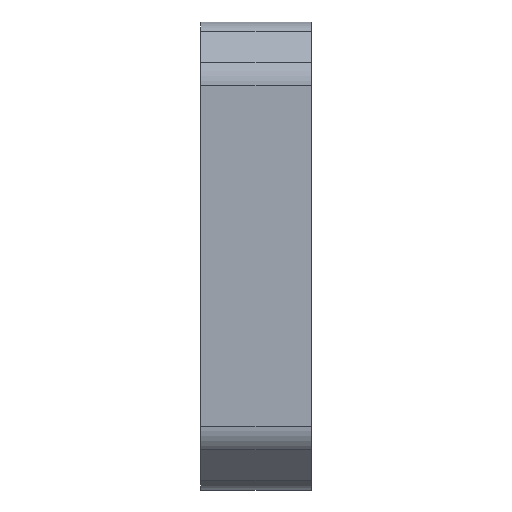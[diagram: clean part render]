
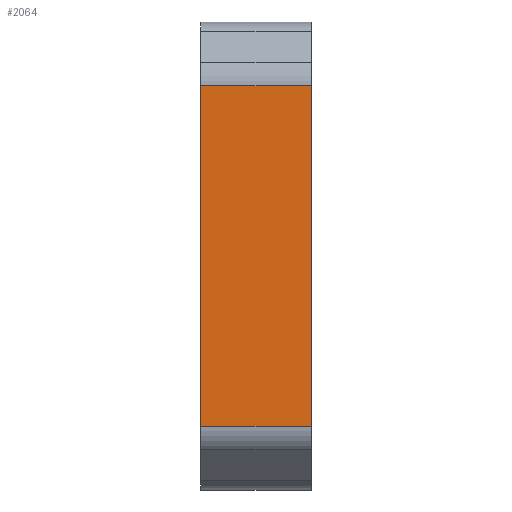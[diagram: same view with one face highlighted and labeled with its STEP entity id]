
A CAD part, left-side view. The second image highlights one B-rep face of the part: STEP entity #2064.
In plain terms, the highlighted planar face has unit normal (-1, 0, 0).
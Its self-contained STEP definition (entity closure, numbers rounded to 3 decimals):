
#78=PLANE('',#2279);
#167=FACE_OUTER_BOUND('',#315,.T.);
#315=EDGE_LOOP('',(#1610,#1611,#1612,#1613));
#456=LINE('',#3295,#622);
#512=LINE('',#3464,#678);
#513=LINE('',#3468,#679);
#514=LINE('',#3469,#680);
#622=VECTOR('',#2614,10.);
#678=VECTOR('',#2762,10.);
#679=VECTOR('',#2767,10.);
#680=VECTOR('',#2768,10.);
#939=VERTEX_POINT('',#3292);
#940=VERTEX_POINT('',#3294);
#1007=VERTEX_POINT('',#3463);
#1008=VERTEX_POINT('',#3467);
#1151=EDGE_CURVE('',#940,#939,#456,.T.);
#1237=EDGE_CURVE('',#940,#1007,#512,.T.);
#1239=EDGE_CURVE('',#1008,#939,#513,.T.);
#1240=EDGE_CURVE('',#1008,#1007,#514,.T.);
#1610=ORIENTED_EDGE('',*,*,#1151,.T.);
#1611=ORIENTED_EDGE('',*,*,#1239,.F.);
#1612=ORIENTED_EDGE('',*,*,#1240,.T.);
#1613=ORIENTED_EDGE('',*,*,#1237,.F.);
#2064=ADVANCED_FACE('',(#167),#78,.T.);
#2279=AXIS2_PLACEMENT_3D('',#3466,#2765,#2766);
#2614=DIRECTION('',(0.,0.,-1.));
#2762=DIRECTION('',(0.,-1.,0.));
#2765=DIRECTION('center_axis',(-1.,0.,0.));
#2766=DIRECTION('ref_axis',(0.,0.,1.));
#2767=DIRECTION('',(0.,1.,0.));
#2768=DIRECTION('',(0.,0.,1.));
#3292=CARTESIAN_POINT('',(-140.,71.,-16.716));
#3294=CARTESIAN_POINT('',(-140.,71.,186.716));
#3295=CARTESIAN_POINT('',(-140.,71.,15.));
#3463=CARTESIAN_POINT('',(-140.,5.,186.716));
#3464=CARTESIAN_POINT('',(-140.,5.,186.716));
#3466=CARTESIAN_POINT('Origin',(-140.,5.,-55.));
#3467=CARTESIAN_POINT('',(-140.,5.,-16.716));
#3468=CARTESIAN_POINT('',(-140.,5.,-16.716));
#3469=CARTESIAN_POINT('',(-140.,5.,-55.));
